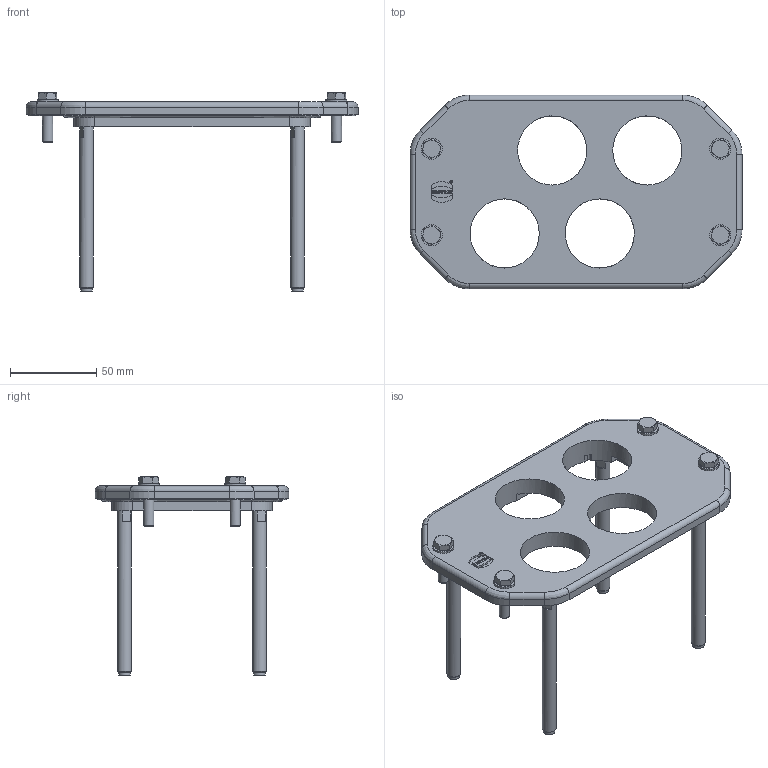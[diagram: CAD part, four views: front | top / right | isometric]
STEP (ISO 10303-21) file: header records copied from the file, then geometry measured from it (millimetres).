
FILE_DESCRIPTION(/* description */ (''),/* implementation_level */ '2;1');
FILE_NAME(/* name */ '100219926ugm000_b.stp',/* time_stamp */ '2021-07-01T10:18:32+02:00',/* author */ (''),/* organization */ (''),/* preprocessor_version */ 'ST-DEVELOPER v16.7',/* originating_system */ 'SIEMENS PLM Software NX 1911',/* authorisation */ '');
FILE_SCHEMA (('AUTOMOTIVE_DESIGN { 1 0 10303 214 3 1 1 1 }'));
Length unit declared in the file: millimetre
Products named in the file (1): 100219926ugm000_b
Bounding box: 192 x 112 x 114.7 mm (x, y, z)
Volume: 165160.4 mm3; surface area: 59774.1 mm2
Topology: 1 solids, 11 shells, 432 faces, 1158 edges, 860 vertices
Faces by surface type: plane 238, cylinder 104, cone 48, bspline 40, extrusion 2
Full cylindrical faces by diameter (mm): 1.366 x1, 1.615 x1, 3.7 x4, 4.2 x4, 4.6 x8, 5 x4, 6 x4, 6.8 x4, 8 x4, 10 x4, 12.2 x4, 40 x4
Entity records: 17881 total; most frequent: CARTESIAN_POINT 5471, DIRECTION 2056, ORIENTED_EDGE 1898, EDGE_CURVE 949, AXIS2_PLACEMENT_3D 717, VERTEX_POINT 650, VECTOR 622, LINE 620
